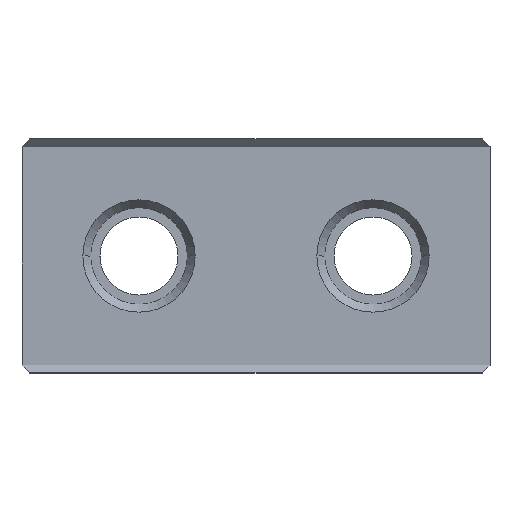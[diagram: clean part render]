
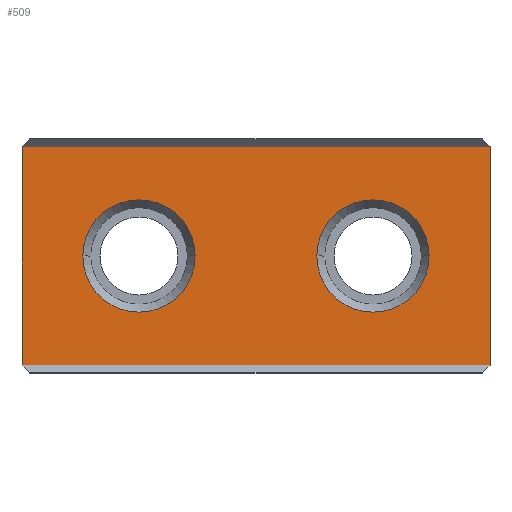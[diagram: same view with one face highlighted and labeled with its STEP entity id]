
A CAD part, top view. The second image highlights one B-rep face of the part: STEP entity #509.
In plain terms, the highlighted planar face has unit normal (0, 0, 1).
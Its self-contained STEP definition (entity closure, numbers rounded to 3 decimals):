
#5 = ORIENTED_EDGE ( 'NONE', *, *, #248, .F. ) ;
#6 = DIRECTION ( 'NONE',  ( 1., 0., 0. ) ) ;
#14 = DIRECTION ( 'NONE',  ( 0., 1., 0. ) ) ;
#18 = CARTESIAN_POINT ( 'NONE',  ( -150., 70., 15. ) ) ;
#28 = AXIS2_PLACEMENT_3D ( 'NONE', #466, #623, #526 ) ;
#40 = EDGE_CURVE ( 'NONE', #79, #52, #260, .T. ) ;
#41 = AXIS2_PLACEMENT_3D ( 'NONE', #208, #148, #253 ) ;
#47 = FACE_BOUND ( 'NONE', #393, .T. ) ;
#50 = CIRCLE ( 'NONE', #199, 36. ) ;
#52 = VERTEX_POINT ( 'NONE', #507 ) ;
#61 = LINE ( 'NONE', #529, #504 ) ;
#69 = LINE ( 'NONE', #18, #484 ) ;
#79 = VERTEX_POINT ( 'NONE', #375 ) ;
#81 = DIRECTION ( 'NONE',  ( 0., 0., -1. ) ) ;
#95 = DIRECTION ( 'NONE',  ( 0., 0., -1. ) ) ;
#110 = EDGE_CURVE ( 'NONE', #234, #236, #61, .T. ) ;
#129 = EDGE_LOOP ( 'NONE', ( #672, #431, #315, #141 ) ) ;
#140 = CARTESIAN_POINT ( 'NONE',  ( -150., -70., 15. ) ) ;
#141 = ORIENTED_EDGE ( 'NONE', *, *, #110, .T. ) ;
#144 = FACE_BOUND ( 'NONE', #358, .T. ) ;
#147 = CARTESIAN_POINT ( 'NONE',  ( -150., 70., 15. ) ) ;
#148 = DIRECTION ( 'NONE',  ( 0., 0., -1. ) ) ;
#159 = CARTESIAN_POINT ( 'NONE',  ( 150., 70., 15. ) ) ;
#172 = CARTESIAN_POINT ( 'NONE',  ( -75., 0., 15. ) ) ;
#174 = DIRECTION ( 'NONE',  ( 1., 0., 0. ) ) ;
#176 = EDGE_CURVE ( 'NONE', #236, #353, #258, .T. ) ;
#199 = AXIS2_PLACEMENT_3D ( 'NONE', #342, #432, #174 ) ;
#206 = DIRECTION ( 'NONE',  ( 0., 1., 0. ) ) ;
#208 = CARTESIAN_POINT ( 'NONE',  ( -75., 0., 15. ) ) ;
#217 = VERTEX_POINT ( 'NONE', #654 ) ;
#225 = DIRECTION ( 'NONE',  ( 1., 0., 0. ) ) ;
#233 = VECTOR ( 'NONE', #206, 1000. ) ;
#234 = VERTEX_POINT ( 'NONE', #140 ) ;
#236 = VERTEX_POINT ( 'NONE', #335 ) ;
#240 = PLANE ( 'NONE',  #452 ) ;
#248 = EDGE_CURVE ( 'NONE', #272, #396, #50, .T. ) ;
#253 = DIRECTION ( 'NONE',  ( -1., 0., 0. ) ) ;
#256 = CARTESIAN_POINT ( 'NONE',  ( -150., 70., 15. ) ) ;
#258 = LINE ( 'NONE', #159, #572 ) ;
#260 = CIRCLE ( 'NONE', #41, 36. ) ;
#272 = VERTEX_POINT ( 'NONE', #600 ) ;
#278 = ORIENTED_EDGE ( 'NONE', *, *, #40, .T. ) ;
#315 = ORIENTED_EDGE ( 'NONE', *, *, #607, .F. ) ;
#335 = CARTESIAN_POINT ( 'NONE',  ( 150., -70., 15. ) ) ;
#337 = CARTESIAN_POINT ( 'NONE',  ( 150., 70., 15. ) ) ;
#340 = EDGE_CURVE ( 'NONE', #52, #79, #359, .T. ) ;
#342 = CARTESIAN_POINT ( 'NONE',  ( 75., 0., 15. ) ) ;
#353 = VERTEX_POINT ( 'NONE', #337 ) ;
#354 = FACE_OUTER_BOUND ( 'NONE', #129, .T. ) ;
#358 = EDGE_LOOP ( 'NONE', ( #5, #433 ) ) ;
#359 = CIRCLE ( 'NONE', #429, 36. ) ;
#375 = CARTESIAN_POINT ( 'NONE',  ( -39., 0., 15. ) ) ;
#384 = EDGE_CURVE ( 'NONE', #217, #353, #69, .T. ) ;
#393 = EDGE_LOOP ( 'NONE', ( #398, #278 ) ) ;
#396 = VERTEX_POINT ( 'NONE', #566 ) ;
#398 = ORIENTED_EDGE ( 'NONE', *, *, #340, .T. ) ;
#429 = AXIS2_PLACEMENT_3D ( 'NONE', #172, #81, #643 ) ;
#431 = ORIENTED_EDGE ( 'NONE', *, *, #384, .F. ) ;
#432 = DIRECTION ( 'NONE',  ( 0., 0., 1. ) ) ;
#433 = ORIENTED_EDGE ( 'NONE', *, *, #565, .F. ) ;
#452 = AXIS2_PLACEMENT_3D ( 'NONE', #147, #95, #663 ) ;
#466 = CARTESIAN_POINT ( 'NONE',  ( 75., 0., 15. ) ) ;
#484 = VECTOR ( 'NONE', #225, 1000. ) ;
#504 = VECTOR ( 'NONE', #6, 1000. ) ;
#507 = CARTESIAN_POINT ( 'NONE',  ( -111., 0., 15. ) ) ;
#509 = ADVANCED_FACE ( 'NONE', ( #47, #144, #354 ), #240, .F. ) ;
#511 = LINE ( 'NONE', #256, #233 ) ;
#526 = DIRECTION ( 'NONE',  ( 1., 0., 0. ) ) ;
#529 = CARTESIAN_POINT ( 'NONE',  ( -150., -70., 15. ) ) ;
#565 = EDGE_CURVE ( 'NONE', #396, #272, #647, .T. ) ;
#566 = CARTESIAN_POINT ( 'NONE',  ( 39., 0., 15. ) ) ;
#572 = VECTOR ( 'NONE', #14, 1000. ) ;
#600 = CARTESIAN_POINT ( 'NONE',  ( 111., 0., 15. ) ) ;
#607 = EDGE_CURVE ( 'NONE', #234, #217, #511, .T. ) ;
#623 = DIRECTION ( 'NONE',  ( 0., 0., 1. ) ) ;
#643 = DIRECTION ( 'NONE',  ( -1., 0., 0. ) ) ;
#647 = CIRCLE ( 'NONE', #28, 36. ) ;
#654 = CARTESIAN_POINT ( 'NONE',  ( -150., 70., 15. ) ) ;
#663 = DIRECTION ( 'NONE',  ( 0., 1., 0. ) ) ;
#672 = ORIENTED_EDGE ( 'NONE', *, *, #176, .T. ) ;
